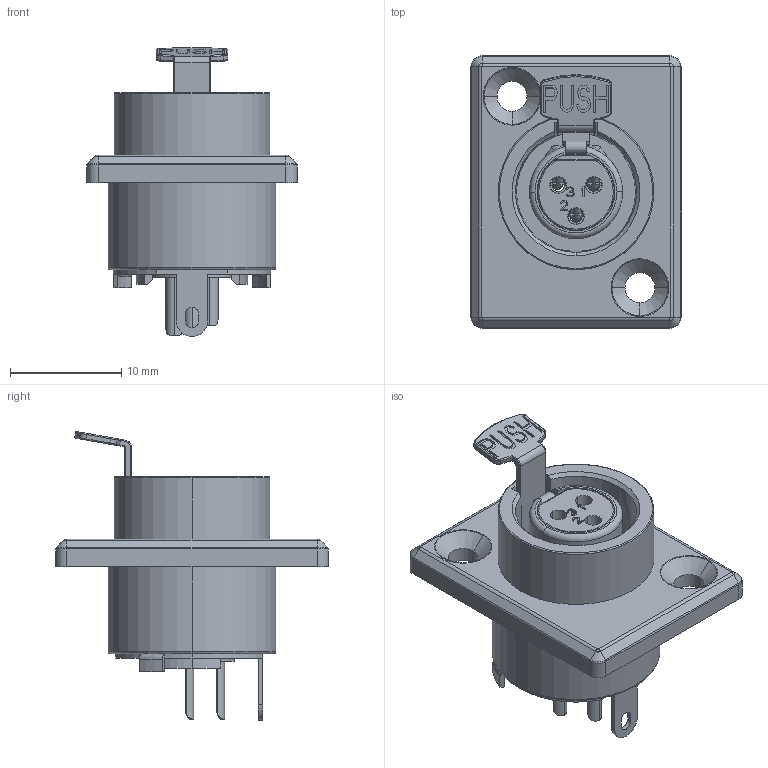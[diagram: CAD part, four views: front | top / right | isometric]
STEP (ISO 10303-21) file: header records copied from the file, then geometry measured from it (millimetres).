
FILE_DESCRIPTION (( 'STEP AP203' ), '1' );
FILE_NAME ('IO-TXLR3-F-JLX.stp', '2024-03-20T16:11:12', ( '' ), ( '' ), 'SwSTEP 2.0', 'SolidWorks 2018', '' );
FILE_SCHEMA (( 'CONFIG_CONTROL_DESIGN' ));
Length unit declared in the file: millimetre
Products named in the file (1): IO-TXLR3-F-JLX
Bounding box: 18.9 x 24.5 x 25.97 mm (x, y, z)
Volume: 2767.2 mm3; surface area: 4701.1 mm2
Topology: 10 solids, 10 shells, 932 faces, 2390 edges, 1488 vertices
Faces by surface type: plane 598, cylinder 182, bspline 70, torus 56, cone 23, sphere 3
Entity records: 31249 total; most frequent: CARTESIAN_POINT 8732, ORIENTED_EDGE 4780, DIRECTION 4504, EDGE_CURVE 2390, VECTOR 1656, LINE 1656, VERTEX_POINT 1488, AXIS2_PLACEMENT_3D 1424
